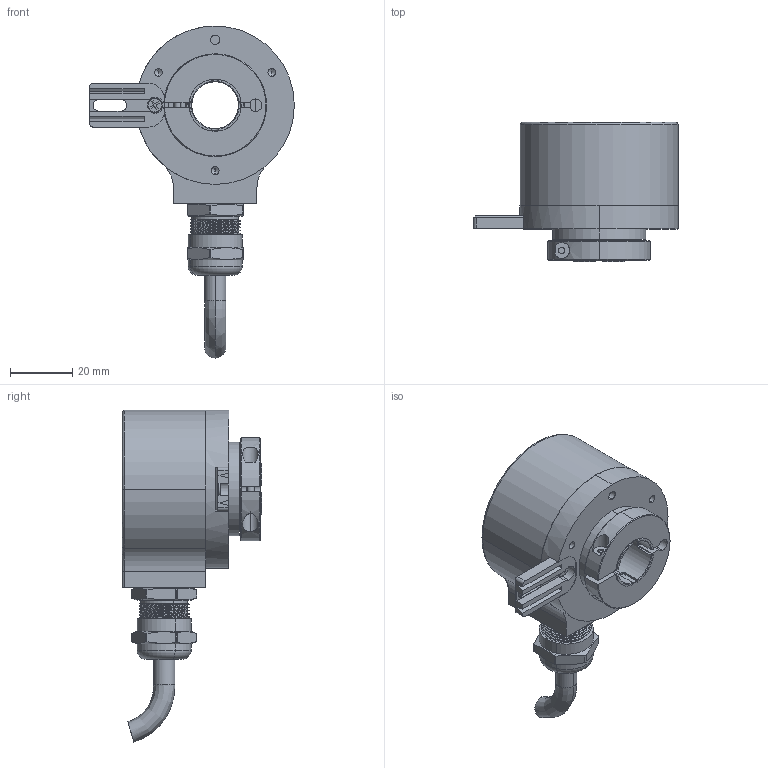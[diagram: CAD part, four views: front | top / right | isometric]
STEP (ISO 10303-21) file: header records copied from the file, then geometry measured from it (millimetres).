
FILE_DESCRIPTION (( 'STEP AP214' ), '1' );
FILE_NAME ('ELCO_EV50K15(R)-xxPR-xxxx.step', '2024-12-10T06:01:26', ( '' ), ( '' ), 'SwSTEP 2.0', 'SolidWorks 2023', '' );
FILE_SCHEMA (( 'AUTOMOTIVE_DESIGN' ));
Length unit declared in the file: millimetre
Products named in the file (1): ELCO_EV50K15(R)-xxPR-xxxx
Bounding box: 65.65 x 44.7 x 106.49 mm (x, y, z)
Volume: 45877.9 mm3; surface area: 40025.5 mm2
Topology: 13 solids, 15 shells, 725 faces, 2210 edges, 1426 vertices
Faces by surface type: cylinder 204, plane 188, torus 150, cone 102, sphere 56, bspline 25
Entity records: 37359 total; most frequent: CARTESIAN_POINT 10994, ORIENTED_EDGE 4036, DIRECTION 3665, EDGE_CURVE 2018, AXIS2_PLACEMENT_3D 1521, VERTEX_POINT 1314, CIRCLE 820, EDGE_LOOP 800
